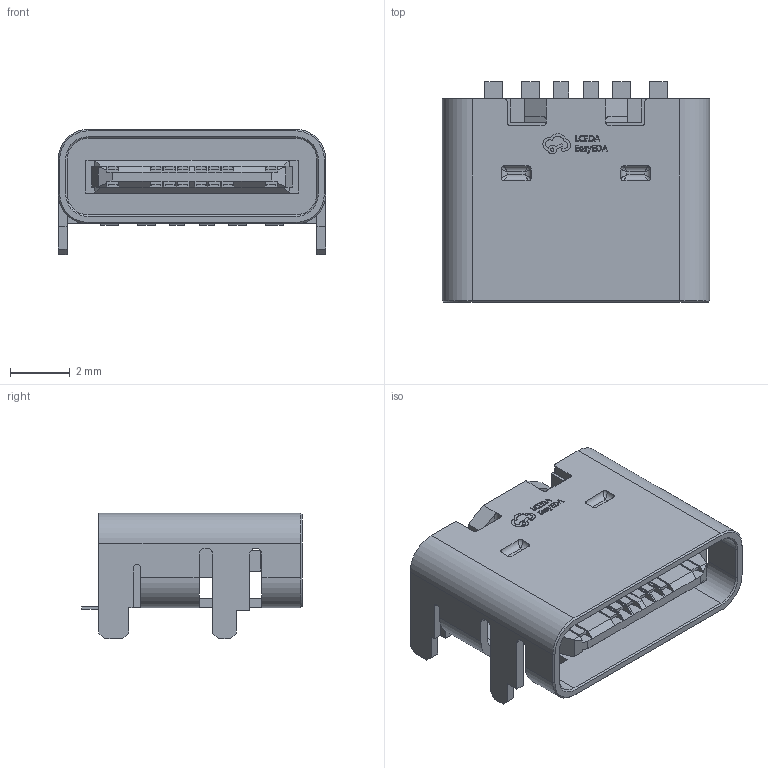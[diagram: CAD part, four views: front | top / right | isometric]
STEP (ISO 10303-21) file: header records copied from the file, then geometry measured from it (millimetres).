
FILE_DESCRIPTION (( 'STEP AP214' ), '1' );
FILE_NAME ('USB-C-SMD_GT-USB-7002C.STEP', '2023-06-06T05:58:02', ( 'PC' ), ( 'Microsoft' ), 'SwSTEP 2.0', 'SolidWorks 2020', '' );
FILE_SCHEMA (( 'AUTOMOTIVE_DESIGN' ));
Length unit declared in the file: millimetre
Products named in the file (1): USB-C-SMD_GT-USB-7002C
Bounding box: 8.94 x 7.37 x 4.21 mm (x, y, z)
Volume: 99.9 mm3; surface area: 491.8 mm2
Topology: 15 solids, 15 shells, 645 faces, 1692 edges, 1080 vertices
Faces by surface type: plane 461, bspline 114, cylinder 62, cone 8
Entity records: 27447 total; most frequent: CARTESIAN_POINT 5190, ORIENTED_EDGE 3352, DIRECTION 2612, EDGE_CURVE 1676, VECTOR 1328, LINE 1328, VERTEX_POINT 1080, EDGE_LOOP 670
